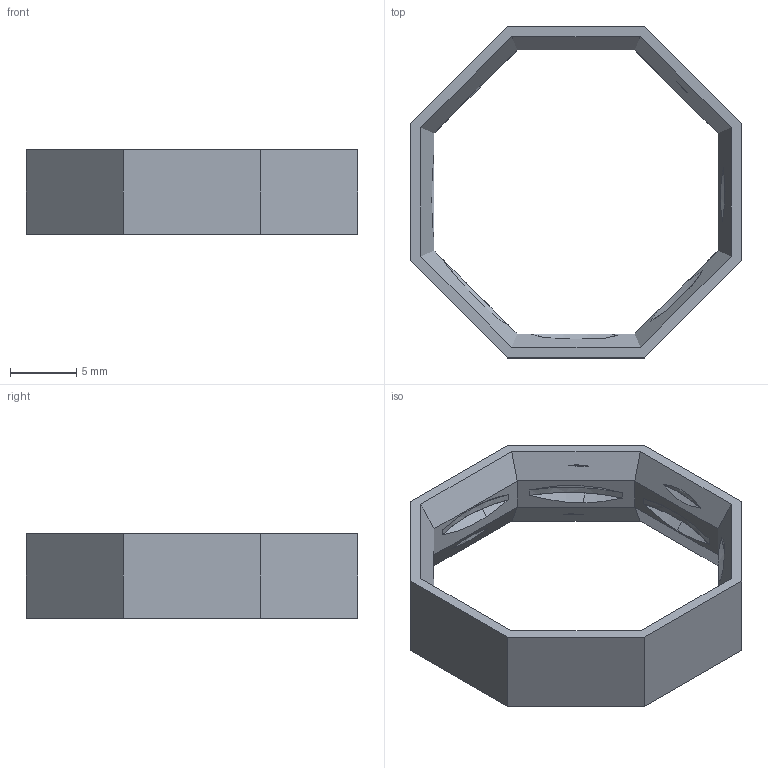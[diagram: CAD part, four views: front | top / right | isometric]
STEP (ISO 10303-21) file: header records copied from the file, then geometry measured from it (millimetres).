
FILE_DESCRIPTION(/* description */ (''),/* implementation_level */ '2;1');
FILE_NAME(/* name */ 'Tile Componetnt Large Octa.step',/* time_stamp */ '2024-01-19T11:16:11Z',/* author */ (''),/* organization */ (''),/* preprocessor_version */ 'ST-DEVELOPER v20',/* originating_system */ 'Autodesk Translation Framework v12.14.0.127',/* authorisation */ '');
FILE_SCHEMA (('AUTOMOTIVE_DESIGN { 1 0 10303 214 3 1 1 }'));
Length unit declared in the file: millimetre
Products named in the file (1): Tile Components  (U)
Bounding box: 25 x 25 x 6.4 mm (x, y, z)
Volume: 715.4 mm3; surface area: 1180.7 mm2
Topology: 1 solids, 1 shells, 152 faces, 375 edges, 232 vertices
Faces by surface type: bspline 101, plane 34, cylinder 17
Entity records: 6679 total; most frequent: CARTESIAN_POINT 3851, ORIENTED_EDGE 750, EDGE_CURVE 375, DIRECTION 250, B_SPLINE_CURVE_WITH_KNOTS 247, VERTEX_POINT 232, EDGE_LOOP 161, FACE_OUTER_BOUND 152
